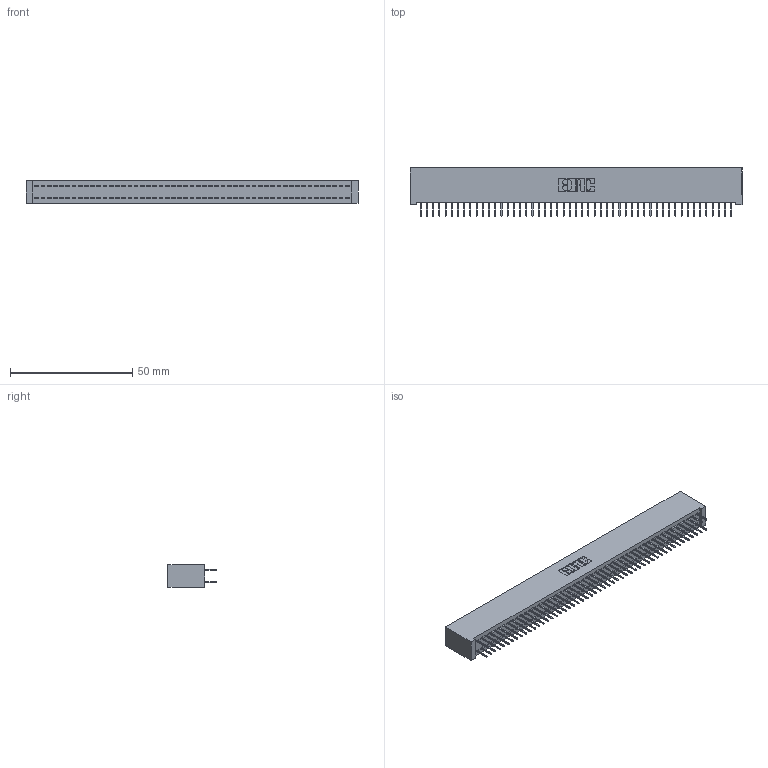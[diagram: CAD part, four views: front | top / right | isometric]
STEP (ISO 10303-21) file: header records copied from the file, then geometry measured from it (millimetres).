
FILE_DESCRIPTION (( 'STEP AP203' ), '1' );
FILE_NAME ('392-102-524-201.STEP', '2018-08-18T18:49:56', ( '' ), ( '' ), 'SwSTEP 2.0', 'SolidWorks 2016', '' );
FILE_SCHEMA (( 'CONFIG_CONTROL_DESIGN' ));
Length unit declared in the file: inch
Products named in the file (3): 392-102-524-201; 342 Part_Lugless; 345-292-001_345-293-124
Assembly tree (103 placements, depth 2):
  392-102-524-201
    342 Part_Lugless
    345-292-001_345-293-124  x102
Bounding box: 135.79 x 19.69 x 9.4 mm (x, y, z)
Volume: 12528.3 mm3; surface area: 20659.5 mm2
Topology: 103 solids, 103 shells, 5814 faces, 16493 edges, 10586 vertices
Faces by surface type: plane 4346, cylinder 1468
Entity records: 31311 total; most frequent: CARTESIAN_POINT 5174, ORIENTED_EDGE 5110, DIRECTION 4399, EDGE_CURVE 2555, VECTOR 2439, LINE 2439, VERTEX_POINT 1698, AXIS2_PLACEMENT_3D 980
